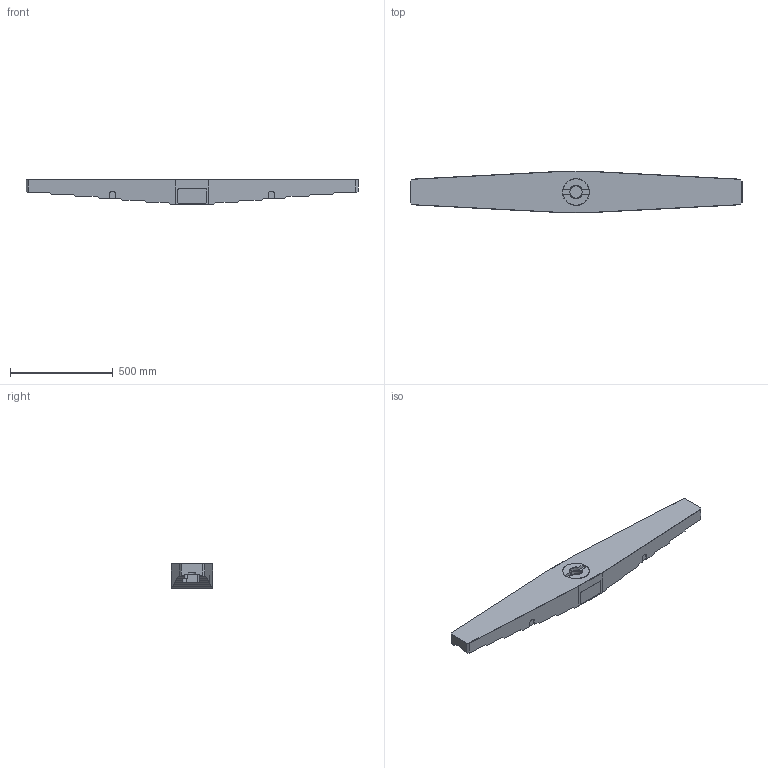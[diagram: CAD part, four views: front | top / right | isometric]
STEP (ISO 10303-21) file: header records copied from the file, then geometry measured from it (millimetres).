
FILE_DESCRIPTION(/* description */ (''),/* implementation_level */ '2;1');
FILE_NAME(/* name */ 'A731S003.stp',/* time_stamp */ '2017-10-27T14:50:15+05:00',/* author */ (''),/* organization */ (''),/* preprocessor_version */ 'ST-DEVELOPER v16',/* originating_system */ 'SIEMENS PLM Software NX 11.0',/* authorisation */ '');
FILE_SCHEMA (('AUTOMOTIVE_DESIGN { 1 0 10303 214 3 1 1 1 }'));
Length unit declared in the file: millimetre
Products named in the file (1): inpu0B089EAD9e1m
Bounding box: 1615 x 200 x 120.6 mm (x, y, z)
Volume: 22523604.1 mm3; surface area: 935923.4 mm2
Topology: 1 solids, 2 shells, 191 faces, 520 edges, 338 vertices
Faces by surface type: plane 138, cylinder 37, cone 12, torus 4
Full cylindrical faces by diameter (mm): 135 x1
Entity records: 6067 total; most frequent: CARTESIAN_POINT 1127, ORIENTED_EDGE 1024, DIRECTION 995, EDGE_CURVE 512, LINE 405, VECTOR 405, VERTEX_POINT 335, AXIS2_PLACEMENT_3D 295
